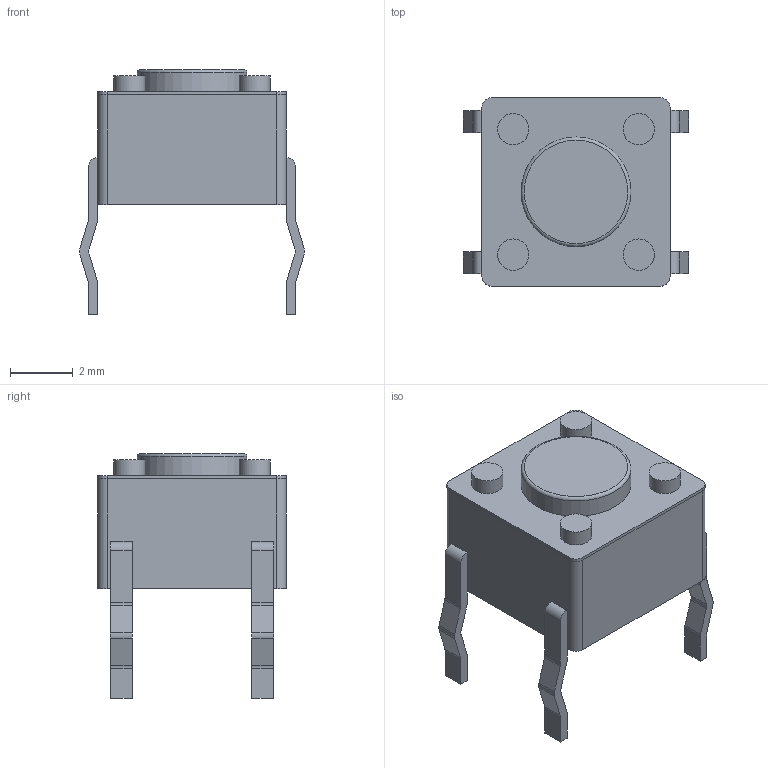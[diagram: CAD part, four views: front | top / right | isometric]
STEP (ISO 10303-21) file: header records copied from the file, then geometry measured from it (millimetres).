
FILE_DESCRIPTION(/* description */ (''),/* implementation_level */ '2;1');
FILE_NAME(/* name */ 'SW_PUSH_THT_6mm_H4.3mm.step',/* time_stamp */ '2023-01-24T10:54:27+01:00',/* author */ (''),/* organization */ (''),/* preprocessor_version */ 'ST-DEVELOPER v19.2',/* originating_system */ 'Autodesk Translation Framework v11.17.0.187',/* authorisation */ '');
FILE_SCHEMA (('AUTOMOTIVE_DESIGN { 1 0 10303 214 3 1 1 }'));
Length unit declared in the file: millimetre
Products named in the file (2): SW_PUSH_6mm_H4.3mm; SOLID (7)
Assembly tree (1 placements, depth 2):
  SW_PUSH_6mm_H4.3mm
    SOLID (7)
Bounding box: 7.17 x 6 x 7.8 mm (x, y, z)
Volume: 141.8 mm3; surface area: 203.1 mm2
Topology: 1 solids, 1 shells, 105 faces, 277 edges, 179 vertices
Faces by surface type: plane 63, cylinder 41, torus 1
Full cylindrical faces by diameter (mm): 1 x4, 3.5 x1
Entity records: 3407 total; most frequent: DIRECTION 573, CARTESIAN_POINT 564, ORIENTED_EDGE 554, EDGE_CURVE 277, LINE 197, VECTOR 197, AXIS2_PLACEMENT_3D 188, VERTEX_POINT 179
